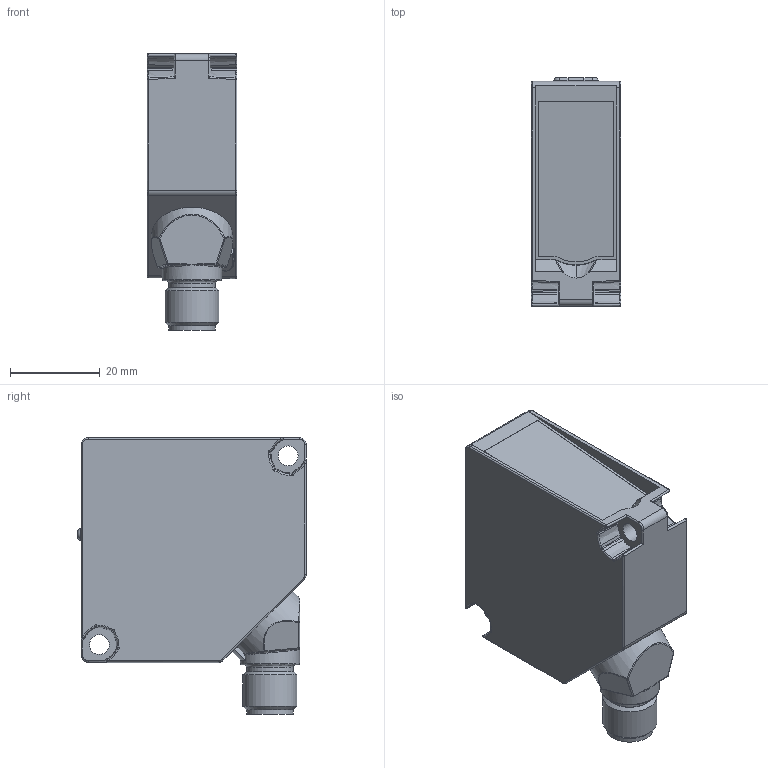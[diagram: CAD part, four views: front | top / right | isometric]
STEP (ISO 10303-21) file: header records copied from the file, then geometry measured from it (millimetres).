
FILE_DESCRIPTION (( 'STEP AP214' ), '1' );
FILE_NAME ('OPT2147.STEP', '2019-10-17T21:44:09', ( '' ), ( '' ), 'SwSTEP 2.0', 'SolidWorks 2019', '' );
FILE_SCHEMA (( 'AUTOMOTIVE_DESIGN' ));
Length unit declared in the file: inch
Products named in the file (1): OPT2147
Bounding box: 20 x 50.8 x 61.47 mm (x, y, z)
Volume: 46137.9 mm3; surface area: 10088.6 mm2
Topology: 1 solids, 1 shells, 342 faces, 855 edges, 517 vertices
Faces by surface type: cylinder 120, plane 109, bspline 87, cone 20, torus 6
Full cylindrical faces by diameter (mm): 1 x4, 4.4 x2, 10.4 x2, 12 x1, 13.2 x1
Entity records: 12773 total; most frequent: CARTESIAN_POINT 5605, ORIENTED_EDGE 1640, DIRECTION 1230, EDGE_CURVE 820, VERTEX_POINT 513, AXIS2_PLACEMENT_3D 445, EDGE_LOOP 379, FACE_OUTER_BOUND 358
